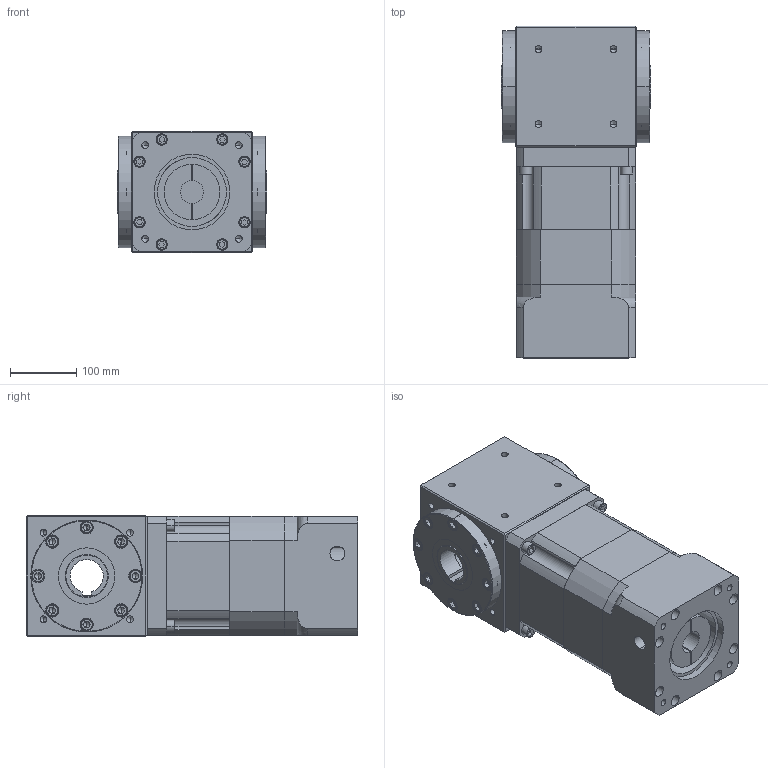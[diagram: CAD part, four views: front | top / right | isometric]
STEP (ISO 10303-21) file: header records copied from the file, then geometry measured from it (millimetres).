
FILE_DESCRIPTION (( 'STEP AP214' ), '1' );
FILE_NAME ('RAM180-L2-XX-H-35-114.3-200-M12_2019.STEP', '2019-04-10T09:50:27', ( 'Y' ), ( 'NCU' ), 'SwSTEP 2.0', 'SolidWorks 2016', '' );
FILE_SCHEMA (( 'AUTOMOTIVE_DESIGN' ));
Length unit declared in the file: millimetre
Products named in the file (1): RAM180-L2-XX-H-35-114.3-200-M12_2019
Bounding box: 226 x 501 x 183 mm (x, y, z)
Volume: 15799674.3 mm3; surface area: 909960.4 mm2
Topology: 5 solids, 21 shells, 798 faces, 1869 edges, 1150 vertices
Faces by surface type: plane 354, cylinder 280, cone 120, torus 44
Entity records: 24435 total; most frequent: CARTESIAN_POINT 4374, DIRECTION 4079, ORIENTED_EDGE 3546, EDGE_CURVE 1773, AXIS2_PLACEMENT_3D 1523, VERTEX_POINT 1150, LINE 1033, VECTOR 1033
